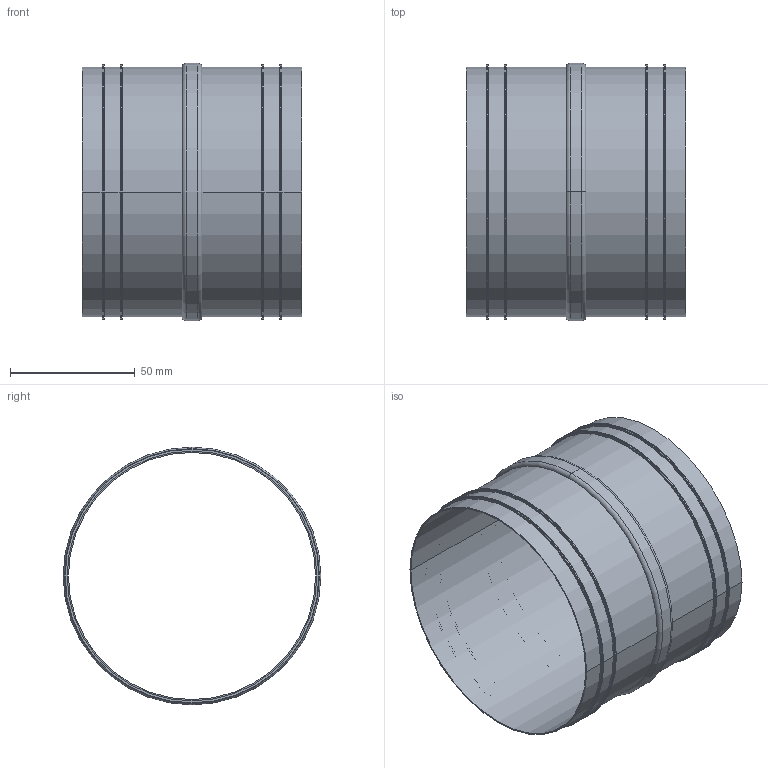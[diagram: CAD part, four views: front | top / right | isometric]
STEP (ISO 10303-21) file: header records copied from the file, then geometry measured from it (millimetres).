
FILE_DESCRIPTION(('Creo Elements/Direct Modeling STEP Export'),'2;1');
FILE_NAME('SVR-100 Steckverbinder.stp','2020-02-18T16:24:40',(''),(''),'PTC Creo Elements/Direct Modeling STEP processor for AP214 (Solid Model)','PTC Creo Elements/Direct Modeling 19.0C 15-Aug-2015 (C) Parametric Technology GmbH','');
FILE_SCHEMA(('AUTOMOTIVE_DESIGN { 1 0 10303 214 1 1 1 1 }'));
Length unit declared in the file: millimetre
Products named in the file (2): SVR-100_Steckverbinder
Assembly tree (1 placements, depth 2):
  SVR-100_Steckverbinder
    SVR-100_Steckverbinder
Bounding box: 88 x 103.2 x 103.2 mm (x, y, z)
Volume: 18588.6 mm3; surface area: 58321 mm2
Topology: 1 solids, 1 shells, 54 faces, 115 edges, 71 vertices
Faces by surface type: cylinder 24, torus 20, plane 10
Entity records: 1308 total; most frequent: ORIENTED_EDGE 230, DIRECTION 224, CARTESIAN_POINT 195, EDGE_CURVE 115, AXIS2_PLACEMENT_3D 100, VERTEX_POINT 71, EDGE_LOOP 64, FACE_OUTER_BOUND 54
